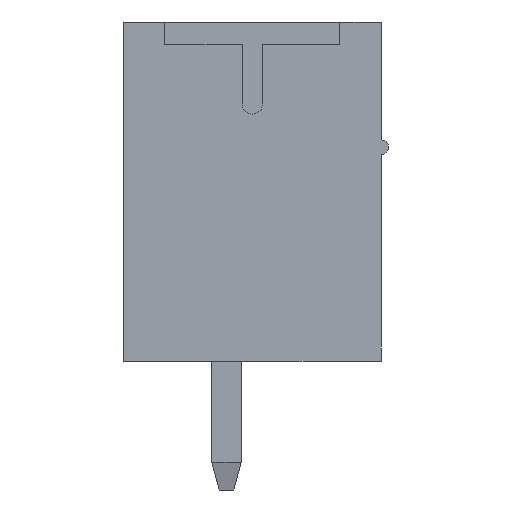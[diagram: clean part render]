
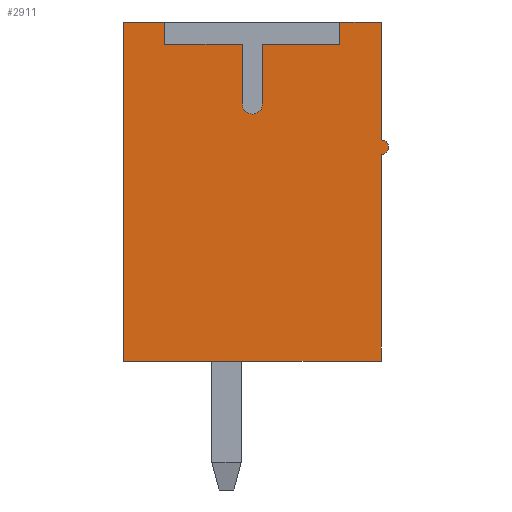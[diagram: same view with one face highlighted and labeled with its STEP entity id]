
A CAD part, left-side view. The second image highlights one B-rep face of the part: STEP entity #2911.
In plain terms, the highlighted planar face has unit normal (-1, 0, 0).
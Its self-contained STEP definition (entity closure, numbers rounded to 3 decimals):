
#2911 = ADVANCED_FACE( '', ( #5851 ), #5852, .F. );
#5851 = FACE_OUTER_BOUND( '', #8793, .T. );
#5852 = PLANE( '', #8794 );
#8793 = EDGE_LOOP( '', ( #17331, #17332, #17333, #17334, #17335, #17336, #17337, #17338, #17339, #17340, #17341, #17342, #17343, #17344 ) );
#8794 = AXIS2_PLACEMENT_3D( '', #17345, #17346, #17347 );
#17331 = ORIENTED_EDGE( '', *, *, #20392, .T. );
#17332 = ORIENTED_EDGE( '', *, *, #21268, .T. );
#17333 = ORIENTED_EDGE( '', *, *, #19859, .T. );
#17334 = ORIENTED_EDGE( '', *, *, #20143, .T. );
#17335 = ORIENTED_EDGE( '', *, *, #19747, .T. );
#17336 = ORIENTED_EDGE( '', *, *, #21380, .T. );
#17337 = ORIENTED_EDGE( '', *, *, #18594, .T. );
#17338 = ORIENTED_EDGE( '', *, *, #21551, .T. );
#17339 = ORIENTED_EDGE( '', *, *, #20423, .T. );
#17340 = ORIENTED_EDGE( '', *, *, #21270, .T. );
#17341 = ORIENTED_EDGE( '', *, *, #18794, .T. );
#17342 = ORIENTED_EDGE( '', *, *, #21496, .T. );
#17343 = ORIENTED_EDGE( '', *, *, #18726, .T. );
#17344 = ORIENTED_EDGE( '', *, *, #21541, .T. );
#17345 = CARTESIAN_POINT( '', ( -40.45, 0., 2.375 ) );
#17346 = DIRECTION( '', ( 1., 0., 0. ) );
#17347 = DIRECTION( '', ( 0., 0., -1. ) );
#18594 = EDGE_CURVE( '', #22581, #22579, #22582, .T. );
#18726 = EDGE_CURVE( '', #22808, #22809, #22810, .T. );
#18794 = EDGE_CURVE( '', #22924, #22925, #22926, .T. );
#19747 = EDGE_CURVE( '', #24498, #24496, #24499, .T. );
#19859 = EDGE_CURVE( '', #24672, #24670, #24673, .T. );
#20143 = EDGE_CURVE( '', #24670, #24498, #25083, .T. );
#20392 = EDGE_CURVE( '', #25458, #25459, #25460, .T. );
#20423 = EDGE_CURVE( '', #25504, #25502, #25505, .T. );
#21268 = EDGE_CURVE( '', #25459, #24672, #26572, .T. );
#21270 = EDGE_CURVE( '', #25502, #22924, #26574, .T. );
#21380 = EDGE_CURVE( '', #24496, #22581, #26706, .T. );
#21496 = EDGE_CURVE( '', #22925, #22808, #26830, .T. );
#21541 = EDGE_CURVE( '', #22809, #25458, #26877, .F. );
#21551 = EDGE_CURVE( '', #22579, #25504, #26887, .T. );
#22579 = VERTEX_POINT( '', #28322 );
#22581 = VERTEX_POINT( '', #28325 );
#22582 = LINE( '', #28326, #28327 );
#22808 = VERTEX_POINT( '', #28659 );
#22809 = VERTEX_POINT( '', #28660 );
#22810 = LINE( '', #28661, #28662 );
#22924 = VERTEX_POINT( '', #28817 );
#22925 = VERTEX_POINT( '', #28818 );
#22926 = LINE( '', #28819, #28820 );
#24496 = VERTEX_POINT( '', #31135 );
#24498 = VERTEX_POINT( '', #31138 );
#24499 = LINE( '', #31139, #31140 );
#24670 = VERTEX_POINT( '', #31391 );
#24672 = VERTEX_POINT( '', #31394 );
#24673 = LINE( '', #31395, #31396 );
#25083 = LINE( '', #32000, #32001 );
#25458 = VERTEX_POINT( '', #32553 );
#25459 = VERTEX_POINT( '', #32554 );
#25460 = LINE( '', #32555, #32556 );
#25502 = VERTEX_POINT( '', #32619 );
#25504 = VERTEX_POINT( '', #32622 );
#25505 = LINE( '', #32623, #32624 );
#26572 = LINE( '', #34225, #34226 );
#26574 = LINE( '', #34229, #34230 );
#26706 = CIRCLE( '', #34442, 0.275 );
#26830 = LINE( '', #34614, #34615 );
#26877 = CIRCLE( '', #34675, 0.2 );
#26887 = LINE( '', #34688, #34689 );
#28322 = CARTESIAN_POINT( '', ( -40.45, 0.275, 4. ) );
#28325 = CARTESIAN_POINT( '', ( -40.45, 0.275, 2.375 ) );
#28326 = CARTESIAN_POINT( '', ( -40.45, 0.275, 2.375 ) );
#28327 = VECTOR( '', #35288, 1000. );
#28659 = CARTESIAN_POINT( '', ( -40.45, -3.5, -4.6 ) );
#28660 = CARTESIAN_POINT( '', ( -40.45, -3.5, 1. ) );
#28661 = CARTESIAN_POINT( '', ( -40.45, -3.5, -4.6 ) );
#28662 = VECTOR( '', #35395, 1000. );
#28817 = CARTESIAN_POINT( '', ( -40.45, 3.5, 4.6 ) );
#28818 = CARTESIAN_POINT( '', ( -40.45, 3.5, -4.6 ) );
#28819 = CARTESIAN_POINT( '', ( -40.45, 3.5, 4.6 ) );
#28820 = VECTOR( '', #35470, 1000. );
#31135 = CARTESIAN_POINT( '', ( -40.45, -0.275, 2.375 ) );
#31138 = CARTESIAN_POINT( '', ( -40.45, -0.275, 4. ) );
#31139 = CARTESIAN_POINT( '', ( -40.45, -0.275, 4. ) );
#31140 = VECTOR( '', #36328, 1000. );
#31391 = CARTESIAN_POINT( '', ( -40.45, -2.375, 4. ) );
#31394 = CARTESIAN_POINT( '', ( -40.45, -2.375, 4.6 ) );
#31395 = CARTESIAN_POINT( '', ( -40.45, -2.375, 4.6 ) );
#31396 = VECTOR( '', #36431, 1000. );
#32000 = CARTESIAN_POINT( '', ( -40.45, -2.375, 4. ) );
#32001 = VECTOR( '', #36677, 1000. );
#32553 = CARTESIAN_POINT( '', ( -40.45, -3.5, 1.4 ) );
#32554 = CARTESIAN_POINT( '', ( -40.45, -3.5, 4.6 ) );
#32555 = CARTESIAN_POINT( '', ( -40.45, -3.5, 1.4 ) );
#32556 = VECTOR( '', #36894, 1000. );
#32619 = CARTESIAN_POINT( '', ( -40.45, 2.375, 4.6 ) );
#32622 = CARTESIAN_POINT( '', ( -40.45, 2.375, 4. ) );
#32623 = CARTESIAN_POINT( '', ( -40.45, 2.375, 4. ) );
#32624 = VECTOR( '', #36917, 1000. );
#34225 = CARTESIAN_POINT( '', ( -40.45, -3.871, 4.6 ) );
#34226 = VECTOR( '', #37545, 1000. );
#34229 = CARTESIAN_POINT( '', ( -40.45, 2.375, 4.6 ) );
#34230 = VECTOR( '', #37547, 1000. );
#34442 = AXIS2_PLACEMENT_3D( '', #37643, #37644, #37645 );
#34614 = CARTESIAN_POINT( '', ( -40.45, 3.5, -4.6 ) );
#34615 = VECTOR( '', #37706, 1000. );
#34675 = AXIS2_PLACEMENT_3D( '', #37720, #37721, #37722 );
#34688 = CARTESIAN_POINT( '', ( -40.45, 0.275, 4. ) );
#34689 = VECTOR( '', #37726, 1000. );
#35288 = DIRECTION( '', ( 0., 0., 1. ) );
#35395 = DIRECTION( '', ( 0., 0., 1. ) );
#35470 = DIRECTION( '', ( 0., 0., -1. ) );
#36328 = DIRECTION( '', ( 0., 0., -1. ) );
#36431 = DIRECTION( '', ( 0., 0., -1. ) );
#36677 = DIRECTION( '', ( 0., 1., 0. ) );
#36894 = DIRECTION( '', ( 0., 0., 1. ) );
#36917 = DIRECTION( '', ( 0., 0., 1. ) );
#37545 = DIRECTION( '', ( 0., 1., 0. ) );
#37547 = DIRECTION( '', ( 0., 1., 0. ) );
#37643 = CARTESIAN_POINT( '', ( -40.45, 0., 2.375 ) );
#37644 = DIRECTION( '', ( 1., 0., 0. ) );
#37645 = DIRECTION( '', ( 0., -1., 0. ) );
#37706 = DIRECTION( '', ( 0., -1., 0. ) );
#37720 = CARTESIAN_POINT( '', ( -40.45, -3.5, 1.2 ) );
#37721 = DIRECTION( '', ( 1., 0., 0. ) );
#37722 = DIRECTION( '', ( 0., 0., -1. ) );
#37726 = DIRECTION( '', ( 0., 1., 0. ) );
